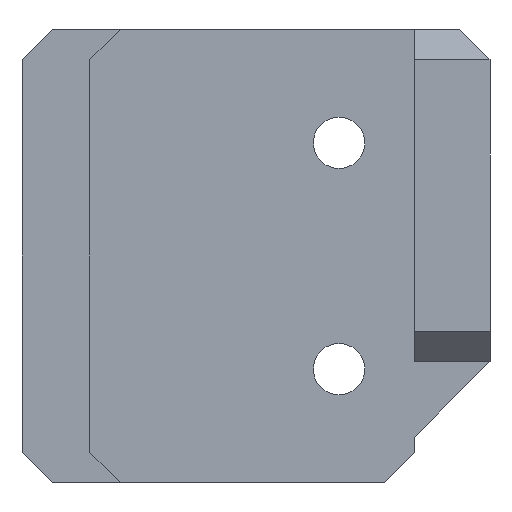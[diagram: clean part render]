
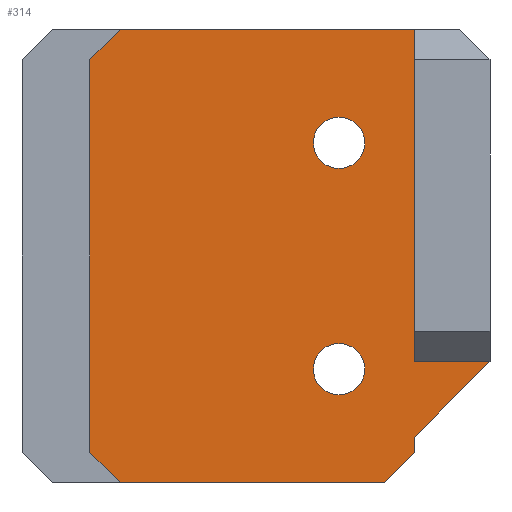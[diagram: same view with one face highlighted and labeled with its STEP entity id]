
A CAD part, front view. The second image highlights one B-rep face of the part: STEP entity #314.
In plain terms, the highlighted planar face has unit normal (0, -1, 0).
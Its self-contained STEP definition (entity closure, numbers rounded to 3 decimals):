
#4 = DIRECTION ( 'NONE',  ( -0.707, 0., -0.707 ) ) ;
#17 = EDGE_CURVE ( 'NONE', #1009, #1422, #1023, .T. ) ;
#22 = VERTEX_POINT ( 'NONE', #265 ) ;
#24 = CARTESIAN_POINT ( 'NONE',  ( 4.5, -4.25, 28. ) ) ;
#30 = CIRCLE ( 'NONE', #987, 1.7 ) ;
#31 = DIRECTION ( 'NONE',  ( 0.707, 0., -0.707 ) ) ;
#60 = AXIS2_PLACEMENT_3D ( 'NONE', #138, #768, #127 ) ;
#88 = DIRECTION ( 'NONE',  ( 0., 0., -1. ) ) ;
#119 = EDGE_LOOP ( 'NONE', ( #1778, #1012 ) ) ;
#123 = ORIENTED_EDGE ( 'NONE', *, *, #648, .F. ) ;
#125 = EDGE_CURVE ( 'NONE', #402, #541, #1683, .T. ) ;
#127 = DIRECTION ( 'NONE',  ( 0., 0., 1. ) ) ;
#138 = CARTESIAN_POINT ( 'NONE',  ( 21., -4.25, 7.5 ) ) ;
#143 = LINE ( 'NONE', #776, #1342 ) ;
#152 = CARTESIAN_POINT ( 'NONE',  ( 21., -4.25, 22.5 ) ) ;
#168 = ORIENTED_EDGE ( 'NONE', *, *, #1793, .T. ) ;
#170 = CARTESIAN_POINT ( 'NONE',  ( 26., -4.25, 8. ) ) ;
#183 = LINE ( 'NONE', #986, #1034 ) ;
#184 = EDGE_CURVE ( 'NONE', #1951, #1009, #301, .T. ) ;
#189 = CARTESIAN_POINT ( 'NONE',  ( 24., -4.25, 0. ) ) ;
#215 = CARTESIAN_POINT ( 'NONE',  ( 21., -4.25, 22.5 ) ) ;
#226 = VECTOR ( 'NONE', #1741, 1000. ) ;
#241 = LINE ( 'NONE', #863, #1245 ) ;
#252 = CARTESIAN_POINT ( 'NONE',  ( 31., -4.25, 8. ) ) ;
#265 = CARTESIAN_POINT ( 'NONE',  ( 6.5, -4.25, 30. ) ) ;
#301 = LINE ( 'NONE', #1433, #1200 ) ;
#314 = ADVANCED_FACE ( 'NONE', ( #1940, #1970, #1622 ), #854, .F. ) ;
#382 = EDGE_CURVE ( 'NONE', #1537, #1233, #1813, .T. ) ;
#387 = ORIENTED_EDGE ( 'NONE', *, *, #1733, .T. ) ;
#402 = VERTEX_POINT ( 'NONE', #657 ) ;
#411 = CARTESIAN_POINT ( 'NONE',  ( 28.75, -4.25, 5.75 ) ) ;
#509 = EDGE_CURVE ( 'NONE', #1259, #800, #595, .T. ) ;
#517 = CARTESIAN_POINT ( 'NONE',  ( 26., -4.25, 2. ) ) ;
#521 = DIRECTION ( 'NONE',  ( 0., 0., 1. ) ) ;
#530 = DIRECTION ( 'NONE',  ( 0., 1., 0. ) ) ;
#532 = VECTOR ( 'NONE', #31, 1000. ) ;
#541 = VERTEX_POINT ( 'NONE', #252 ) ;
#542 = CARTESIAN_POINT ( 'NONE',  ( 21., -4.25, 7.5 ) ) ;
#595 = LINE ( 'NONE', #752, #2054 ) ;
#611 = CARTESIAN_POINT ( 'NONE',  ( 21., -4.25, 20.8 ) ) ;
#620 = CARTESIAN_POINT ( 'NONE',  ( 6.5, -4.25, 0. ) ) ;
#631 = CARTESIAN_POINT ( 'NONE',  ( 26., -4.25, 30. ) ) ;
#646 = ORIENTED_EDGE ( 'NONE', *, *, #125, .T. ) ;
#648 = EDGE_CURVE ( 'NONE', #22, #1794, #143, .T. ) ;
#650 = ORIENTED_EDGE ( 'NONE', *, *, #509, .T. ) ;
#653 = CIRCLE ( 'NONE', #60, 1.7 ) ;
#654 = DIRECTION ( 'NONE',  ( 0., 0., -1. ) ) ;
#657 = CARTESIAN_POINT ( 'NONE',  ( 26., -4.25, 3. ) ) ;
#660 = EDGE_LOOP ( 'NONE', ( #843, #824, #387, #650, #2045, #646, #869, #1111, #123, #168 ) ) ;
#668 = CARTESIAN_POINT ( 'NONE',  ( 4.5, -4.25, 0. ) ) ;
#700 = ORIENTED_EDGE ( 'NONE', *, *, #1916, .T. ) ;
#721 = VECTOR ( 'NONE', #1011, 1000. ) ;
#752 = CARTESIAN_POINT ( 'NONE',  ( 26., -4.25, 2. ) ) ;
#768 = DIRECTION ( 'NONE',  ( 0., 1., 0. ) ) ;
#776 = CARTESIAN_POINT ( 'NONE',  ( 4.5, -4.25, 30. ) ) ;
#791 = AXIS2_PLACEMENT_3D ( 'NONE', #215, #1001, #1661 ) ;
#800 = VERTEX_POINT ( 'NONE', #517 ) ;
#824 = ORIENTED_EDGE ( 'NONE', *, *, #17, .T. ) ;
#827 = EDGE_CURVE ( 'NONE', #402, #800, #183, .T. ) ;
#833 = AXIS2_PLACEMENT_3D ( 'NONE', #542, #1795, #1961 ) ;
#843 = ORIENTED_EDGE ( 'NONE', *, *, #184, .T. ) ;
#854 = PLANE ( 'NONE',  #1132 ) ;
#863 = CARTESIAN_POINT ( 'NONE',  ( 26., -4.25, 30. ) ) ;
#869 = ORIENTED_EDGE ( 'NONE', *, *, #1027, .F. ) ;
#870 = CARTESIAN_POINT ( 'NONE',  ( 4.5, -4.25, 2. ) ) ;
#887 = LINE ( 'NONE', #1544, #926 ) ;
#889 = DIRECTION ( 'NONE',  ( 0.707, 0., 0.707 ) ) ;
#904 = EDGE_CURVE ( 'NONE', #1794, #1158, #241, .T. ) ;
#926 = VECTOR ( 'NONE', #4, 1000. ) ;
#963 = CARTESIAN_POINT ( 'NONE',  ( 21., -4.25, 5.8 ) ) ;
#986 = CARTESIAN_POINT ( 'NONE',  ( 26., -4.25, 30. ) ) ;
#987 = AXIS2_PLACEMENT_3D ( 'NONE', #152, #1915, #1609 ) ;
#1001 = DIRECTION ( 'NONE',  ( 0., 1., 0. ) ) ;
#1009 = VERTEX_POINT ( 'NONE', #1439 ) ;
#1011 = DIRECTION ( 'NONE',  ( 1., 0., 0. ) ) ;
#1012 = ORIENTED_EDGE ( 'NONE', *, *, #1356, .T. ) ;
#1018 = DIRECTION ( 'NONE',  ( 0.707, 0., 0.707 ) ) ;
#1023 = LINE ( 'NONE', #870, #532 ) ;
#1027 = EDGE_CURVE ( 'NONE', #1158, #541, #1393, .T. ) ;
#1034 = VECTOR ( 'NONE', #654, 1000. ) ;
#1091 = CARTESIAN_POINT ( 'NONE',  ( 26., -4.25, 8. ) ) ;
#1111 = ORIENTED_EDGE ( 'NONE', *, *, #904, .F. ) ;
#1132 = AXIS2_PLACEMENT_3D ( 'NONE', #1140, #530, #521 ) ;
#1140 = CARTESIAN_POINT ( 'NONE',  ( 4.5, -4.25, 30. ) ) ;
#1158 = VERTEX_POINT ( 'NONE', #170 ) ;
#1200 = VECTOR ( 'NONE', #1579, 1000. ) ;
#1233 = VERTEX_POINT ( 'NONE', #963 ) ;
#1245 = VECTOR ( 'NONE', #88, 1000. ) ;
#1259 = VERTEX_POINT ( 'NONE', #189 ) ;
#1342 = VECTOR ( 'NONE', #1905, 1000. ) ;
#1347 = VERTEX_POINT ( 'NONE', #611 ) ;
#1356 = EDGE_CURVE ( 'NONE', #1233, #1537, #653, .T. ) ;
#1393 = LINE ( 'NONE', #1091, #226 ) ;
#1422 = VERTEX_POINT ( 'NONE', #620 ) ;
#1433 = CARTESIAN_POINT ( 'NONE',  ( 4.5, -4.25, 30. ) ) ;
#1439 = CARTESIAN_POINT ( 'NONE',  ( 4.5, -4.25, 2. ) ) ;
#1537 = VERTEX_POINT ( 'NONE', #1721 ) ;
#1544 = CARTESIAN_POINT ( 'NONE',  ( 6.5, -4.25, 30. ) ) ;
#1577 = VECTOR ( 'NONE', #889, 1000. ) ;
#1579 = DIRECTION ( 'NONE',  ( 0., 0., -1. ) ) ;
#1609 = DIRECTION ( 'NONE',  ( 0., 0., 1. ) ) ;
#1622 = FACE_OUTER_BOUND ( 'NONE', #660, .T. ) ;
#1648 = CARTESIAN_POINT ( 'NONE',  ( 21., -4.25, 24.2 ) ) ;
#1661 = DIRECTION ( 'NONE',  ( 0., 0., 1. ) ) ;
#1667 = EDGE_CURVE ( 'NONE', #1347, #1939, #1734, .T. ) ;
#1683 = LINE ( 'NONE', #411, #1577 ) ;
#1721 = CARTESIAN_POINT ( 'NONE',  ( 21., -4.25, 9.2 ) ) ;
#1733 = EDGE_CURVE ( 'NONE', #1422, #1259, #1992, .T. ) ;
#1734 = CIRCLE ( 'NONE', #791, 1.7 ) ;
#1741 = DIRECTION ( 'NONE',  ( 1., 0., 0. ) ) ;
#1778 = ORIENTED_EDGE ( 'NONE', *, *, #382, .T. ) ;
#1793 = EDGE_CURVE ( 'NONE', #22, #1951, #887, .T. ) ;
#1794 = VERTEX_POINT ( 'NONE', #631 ) ;
#1795 = DIRECTION ( 'NONE',  ( 0., 1., 0. ) ) ;
#1813 = CIRCLE ( 'NONE', #833, 1.7 ) ;
#1886 = EDGE_LOOP ( 'NONE', ( #700, #2049 ) ) ;
#1905 = DIRECTION ( 'NONE',  ( 1., 0., 0. ) ) ;
#1915 = DIRECTION ( 'NONE',  ( 0., 1., 0. ) ) ;
#1916 = EDGE_CURVE ( 'NONE', #1939, #1347, #30, .T. ) ;
#1939 = VERTEX_POINT ( 'NONE', #1648 ) ;
#1940 = FACE_BOUND ( 'NONE', #119, .T. ) ;
#1951 = VERTEX_POINT ( 'NONE', #24 ) ;
#1961 = DIRECTION ( 'NONE',  ( 0., 0., 1. ) ) ;
#1970 = FACE_BOUND ( 'NONE', #1886, .T. ) ;
#1992 = LINE ( 'NONE', #668, #721 ) ;
#2045 = ORIENTED_EDGE ( 'NONE', *, *, #827, .F. ) ;
#2049 = ORIENTED_EDGE ( 'NONE', *, *, #1667, .T. ) ;
#2054 = VECTOR ( 'NONE', #1018, 1000. ) ;
